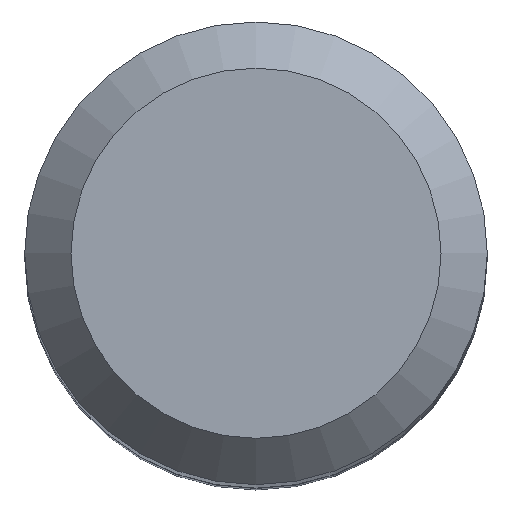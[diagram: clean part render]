
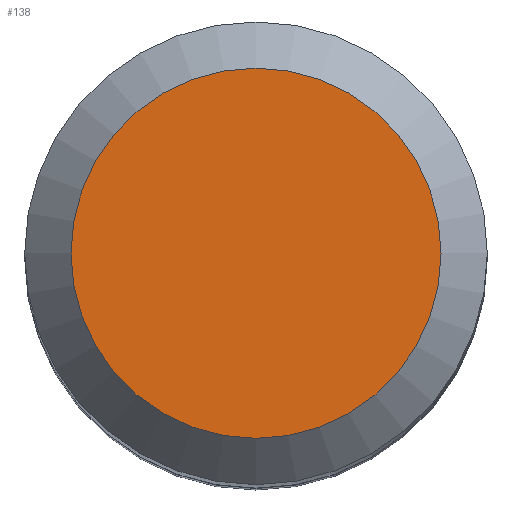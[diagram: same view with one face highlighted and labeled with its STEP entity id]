
A CAD part, top view. The second image highlights one B-rep face of the part: STEP entity #138.
In plain terms, the highlighted planar face has unit normal (0, 0, 1).
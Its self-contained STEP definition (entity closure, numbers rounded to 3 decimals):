
#35 = DIRECTION ( 'NONE',  ( 0., 1., 0. ) ) ;
#36 = CARTESIAN_POINT ( 'NONE',  ( 0., 0., 83. ) ) ;
#70 = AXIS2_PLACEMENT_3D ( 'NONE', #36, #114, #35 ) ;
#74 = FACE_OUTER_BOUND ( 'NONE', #172, .T. ) ;
#81 = CARTESIAN_POINT ( 'NONE',  ( 0., 4.8, 83. ) ) ;
#94 = PLANE ( 'NONE',  #70 ) ;
#104 = DIRECTION ( 'NONE',  ( 0., 0., -1. ) ) ;
#114 = DIRECTION ( 'NONE',  ( 0., 0., -1. ) ) ;
#122 = CIRCLE ( 'NONE', #144, 4.8 ) ;
#138 = ADVANCED_FACE ( 'NONE', ( #74 ), #94, .F. ) ;
#144 = AXIS2_PLACEMENT_3D ( 'NONE', #178, #104, #262 ) ;
#172 = EDGE_LOOP ( 'NONE', ( #202 ) ) ;
#174 = EDGE_CURVE ( 'NONE', #185, #185, #122, .T. ) ;
#178 = CARTESIAN_POINT ( 'NONE',  ( 0., 0., 83. ) ) ;
#185 = VERTEX_POINT ( 'NONE', #81 ) ;
#202 = ORIENTED_EDGE ( 'NONE', *, *, #174, .F. ) ;
#262 = DIRECTION ( 'NONE',  ( 0., 1., 0. ) ) ;
